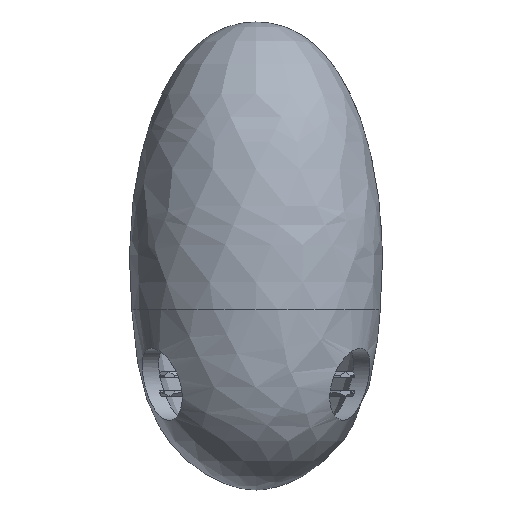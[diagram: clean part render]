
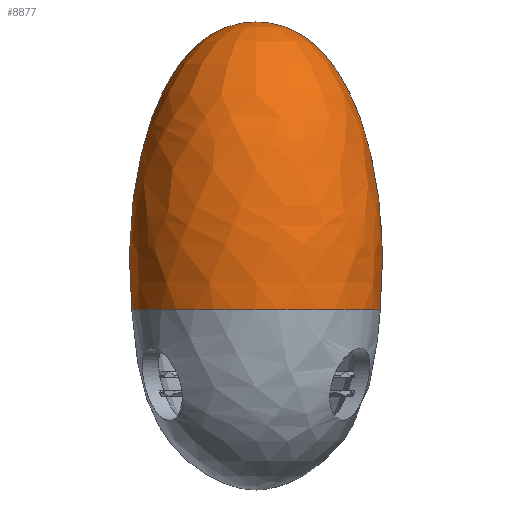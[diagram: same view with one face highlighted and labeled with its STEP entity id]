
A CAD part, top view. The second image highlights one B-rep face of the part: STEP entity #8877.
In plain terms, the highlighted free-form (B-spline) face has degree [4, 2] with [6, 5] control points.
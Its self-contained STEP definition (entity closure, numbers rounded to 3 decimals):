
#645=(
BOUNDED_SURFACE()
B_SPLINE_SURFACE(4,2,((#14713,#14714,#14715,#14716,#14717),(#14718,#14719,
#14720,#14721,#14722),(#14723,#14724,#14725,#14726,#14727),(#14728,#14729,
#14730,#14731,#14732),(#14733,#14734,#14735,#14736,#14737),(#14738,#14739,
#14740,#14741,#14742)),.UNSPECIFIED.,.F.,.F.,.F.)
B_SPLINE_SURFACE_WITH_KNOTS((5,1,5),(3,2,3),(1.,2.,2.168),(0.,
1.571,3.142),.UNSPECIFIED.)
GEOMETRIC_REPRESENTATION_ITEM()
RATIONAL_B_SPLINE_SURFACE(((1.,0.707,1.,0.707,1.),
(1.,0.707,1.,0.707,1.),(1.,0.707,1.,
0.707,1.),(1.,0.707,1.,0.707,1.),(1.,
0.707,1.,0.707,1.),(1.,0.707,1.,0.707,
1.)))
REPRESENTATION_ITEM('')
SURFACE()
);
#2282=FACE_OUTER_BOUND('',#2910,.T.);
#2910=EDGE_LOOP('',(#6744,#6745,#6746));
#3402=B_SPLINE_CURVE_WITH_KNOTS('',4,(#14697,#14698,#14699,#14700,#14701,
#14702),.UNSPECIFIED.,.F.,.F.,(5,1,5),(1.,2.,2.168),
 .UNSPECIFIED.);
#3403=B_SPLINE_CURVE_WITH_KNOTS('',4,(#14704,#14705,#14706,#14707,#14708,
#14709),.UNSPECIFIED.,.F.,.F.,(5,1,5),(1.,2.,2.168),
 .UNSPECIFIED.);
#3717=CIRCLE('',#9826,69.);
#4179=VERTEX_POINT('',#14694);
#4180=VERTEX_POINT('',#14696);
#4181=VERTEX_POINT('',#14703);
#5136=EDGE_CURVE('',#4180,#4179,#3402,.T.);
#5137=EDGE_CURVE('',#4180,#4181,#3403,.T.);
#5139=EDGE_CURVE('',#4179,#4181,#3717,.T.);
#6744=ORIENTED_EDGE('',*,*,#5136,.T.);
#6745=ORIENTED_EDGE('',*,*,#5139,.T.);
#6746=ORIENTED_EDGE('',*,*,#5137,.F.);
#8877=ADVANCED_FACE('',(#2282),#645,.T.);
#9826=AXIS2_PLACEMENT_3D('',#14712,#11239,#11240);
#11239=DIRECTION('center_axis',(0.,0.,
-1.));
#11240=DIRECTION('ref_axis',(-1.,0.,0.));
#14694=CARTESIAN_POINT('',(-69.,0.,0.));
#14696=CARTESIAN_POINT('',(0.,0.,-160.));
#14697=CARTESIAN_POINT('Ctrl Pts',(0.,0.,-160.));
#14698=CARTESIAN_POINT('Ctrl Pts',(-34.986,0.,-160.));
#14699=CARTESIAN_POINT('Ctrl Pts',(-62.003,0.,-123.793));
#14700=CARTESIAN_POINT('Ctrl Pts',(-73.243,0.,-60.987));
#14701=CARTESIAN_POINT('Ctrl Pts',(-69.803,0.,-7.427));
#14702=CARTESIAN_POINT('Ctrl Pts',(-69.,0.,0.));
#14703=CARTESIAN_POINT('',(69.,0.,0.));
#14704=CARTESIAN_POINT('Ctrl Pts',(0.,0.,-160.));
#14705=CARTESIAN_POINT('Ctrl Pts',(34.986,0.,
-160.));
#14706=CARTESIAN_POINT('Ctrl Pts',(62.003,0.,
-123.793));
#14707=CARTESIAN_POINT('Ctrl Pts',(73.243,0.,
-60.987));
#14708=CARTESIAN_POINT('Ctrl Pts',(69.803,0.,
-7.427));
#14709=CARTESIAN_POINT('Ctrl Pts',(69.,0.,
0.));
#14712=CARTESIAN_POINT('Origin',(0.,0.,
0.));
#14713=CARTESIAN_POINT('Ctrl Pts',(0.,0.,-160.));
#14714=CARTESIAN_POINT('Ctrl Pts',(0.,0.,
-160.));
#14715=CARTESIAN_POINT('Ctrl Pts',(0.,0.,-160.));
#14716=CARTESIAN_POINT('Ctrl Pts',(0.,0.,
-160.));
#14717=CARTESIAN_POINT('Ctrl Pts',(0.,0.,-160.));
#14718=CARTESIAN_POINT('Ctrl Pts',(-34.986,0.,-160.));
#14719=CARTESIAN_POINT('Ctrl Pts',(-34.986,34.986,-160.));
#14720=CARTESIAN_POINT('Ctrl Pts',(0.,34.986,-160.));
#14721=CARTESIAN_POINT('Ctrl Pts',(34.986,34.986,-160.));
#14722=CARTESIAN_POINT('Ctrl Pts',(34.986,0.,-160.));
#14723=CARTESIAN_POINT('Ctrl Pts',(-62.003,0.,-123.793));
#14724=CARTESIAN_POINT('Ctrl Pts',(-62.003,62.003,-123.793));
#14725=CARTESIAN_POINT('Ctrl Pts',(0.,62.003,-123.793));
#14726=CARTESIAN_POINT('Ctrl Pts',(62.003,62.003,-123.793));
#14727=CARTESIAN_POINT('Ctrl Pts',(62.003,0.,-123.793));
#14728=CARTESIAN_POINT('Ctrl Pts',(-73.243,0.,-60.987));
#14729=CARTESIAN_POINT('Ctrl Pts',(-73.243,73.243,-60.987));
#14730=CARTESIAN_POINT('Ctrl Pts',(0.,73.243,-60.987));
#14731=CARTESIAN_POINT('Ctrl Pts',(73.243,73.243,-60.987));
#14732=CARTESIAN_POINT('Ctrl Pts',(73.243,0.,-60.987));
#14733=CARTESIAN_POINT('Ctrl Pts',(-69.803,0.,-7.427));
#14734=CARTESIAN_POINT('Ctrl Pts',(-69.803,69.803,-7.427));
#14735=CARTESIAN_POINT('Ctrl Pts',(0.,69.803,-7.427));
#14736=CARTESIAN_POINT('Ctrl Pts',(69.803,69.803,-7.427));
#14737=CARTESIAN_POINT('Ctrl Pts',(69.803,0.,-7.427));
#14738=CARTESIAN_POINT('Ctrl Pts',(-69.,0.,0.));
#14739=CARTESIAN_POINT('Ctrl Pts',(-69.,69.,0.));
#14740=CARTESIAN_POINT('Ctrl Pts',(0.,69.,0.));
#14741=CARTESIAN_POINT('Ctrl Pts',(69.,69.,0.));
#14742=CARTESIAN_POINT('Ctrl Pts',(69.,0.,0.));
